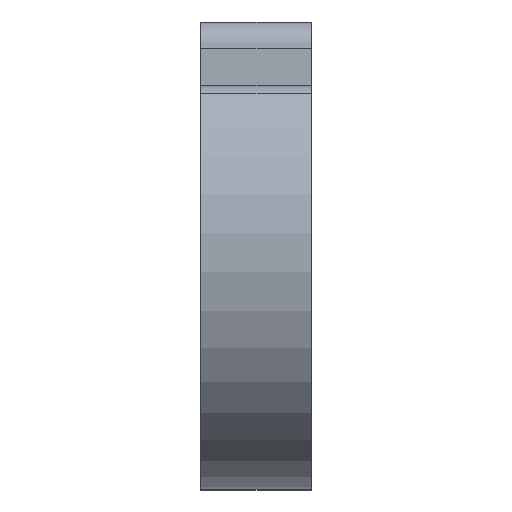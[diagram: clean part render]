
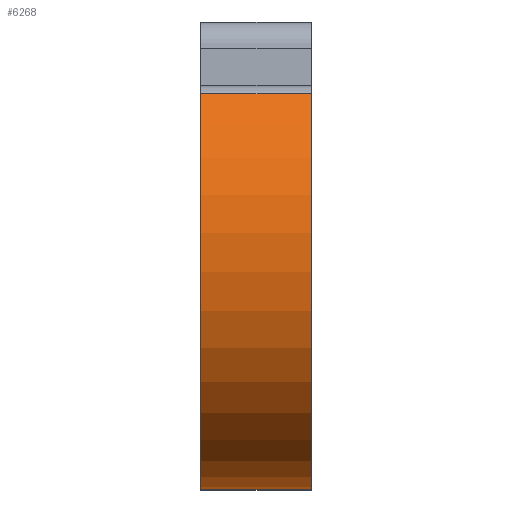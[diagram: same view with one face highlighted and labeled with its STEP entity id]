
A CAD part, front view. The second image highlights one B-rep face of the part: STEP entity #6268.
In plain terms, the highlighted cylindrical face has radius 26.988 mm (diameter 53.975 mm), a partial arc.
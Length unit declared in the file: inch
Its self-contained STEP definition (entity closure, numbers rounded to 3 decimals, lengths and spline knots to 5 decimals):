
#442=FACE_OUTER_BOUND('',#783,.T.);
#783=EDGE_LOOP('',(#4930,#4931,#4932,#4933));
#1032=CIRCLE('',#6683,1.0625);
#1033=CIRCLE('',#6684,1.0625);
#1401=LINE('',#9507,#2156);
#1402=LINE('',#9511,#2157);
#2156=VECTOR('',#7682,0.3937);
#2157=VECTOR('',#7685,0.3937);
#2916=VERTEX_POINT('',#9505);
#2917=VERTEX_POINT('',#9506);
#2918=VERTEX_POINT('',#9508);
#2919=VERTEX_POINT('',#9510);
#3647=EDGE_CURVE('',#2916,#2917,#1401,.T.);
#3648=EDGE_CURVE('',#2918,#2916,#1032,.T.);
#3649=EDGE_CURVE('',#2919,#2918,#1402,.T.);
#3650=EDGE_CURVE('',#2917,#2919,#1033,.T.);
#4930=ORIENTED_EDGE('',*,*,#3647,.F.);
#4931=ORIENTED_EDGE('',*,*,#3648,.F.);
#4932=ORIENTED_EDGE('',*,*,#3649,.F.);
#4933=ORIENTED_EDGE('',*,*,#3650,.F.);
#6099=CYLINDRICAL_SURFACE('',#6682,1.0625);
#6268=ADVANCED_FACE('',(#442),#6099,.T.);
#6682=AXIS2_PLACEMENT_3D('',#9504,#7680,#7681);
#6683=AXIS2_PLACEMENT_3D('',#9509,#7683,#7684);
#6684=AXIS2_PLACEMENT_3D('',#9512,#7686,#7687);
#7680=DIRECTION('center_axis',(-1.,0.,0.));
#7681=DIRECTION('ref_axis',(0.,0.,1.));
#7682=DIRECTION('',(1.,0.,0.));
#7683=DIRECTION('center_axis',(-1.,0.,0.));
#7684=DIRECTION('ref_axis',(0.,0.,1.));
#7685=DIRECTION('',(-1.,0.,0.));
#7686=DIRECTION('center_axis',(1.,0.,0.));
#7687=DIRECTION('ref_axis',(0.,0.,1.));
#9504=CARTESIAN_POINT('Origin',(-0.5,-17.375,1.5));
#9505=CARTESIAN_POINT('',(-1.,-18.14129,2.23601));
#9506=CARTESIAN_POINT('',(-0.5,-18.14129,2.23601));
#9507=CARTESIAN_POINT('',(-0.5,-18.14129,2.23601));
#9508=CARTESIAN_POINT('',(-1.,-17.375,0.4375));
#9509=CARTESIAN_POINT('Origin',(-1.,-17.375,1.5));
#9510=CARTESIAN_POINT('',(-0.5,-17.375,0.4375));
#9511=CARTESIAN_POINT('',(-0.5,-17.375,0.4375));
#9512=CARTESIAN_POINT('Origin',(-0.5,-17.375,1.5));
